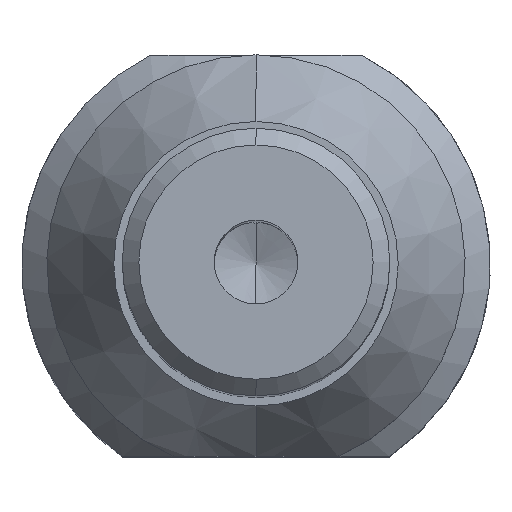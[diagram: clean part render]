
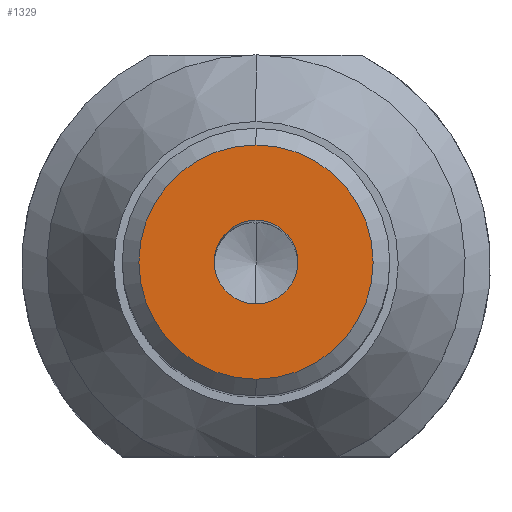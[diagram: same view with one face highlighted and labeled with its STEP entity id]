
A CAD part, top view. The second image highlights one B-rep face of the part: STEP entity #1329.
In plain terms, the highlighted planar face has unit normal (0, 0, 1).
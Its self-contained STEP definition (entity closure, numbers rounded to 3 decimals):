
#691=VERTEX_POINT('NONE',#1909);
#737=VERTEX_POINT('NONE',#1961);
#885=EDGE_CURVE('NONE',#737,#691,#2126,.T.);
#955=EDGE_CURVE('NONE',#1811,#963,#2203,.T.);
#963=VERTEX_POINT('NONE',#2211);
#1181=EDGE_CURVE('NONE',#691,#737,#2457,.T.);
#1329=ADVANCED_FACE('NONE',(#2616,#2617),#2618,.F.);
#1367=EDGE_CURVE('NONE',#963,#1811,#2660,.T.);
#1811=VERTEX_POINT('NONE',#3160);
#1909=CARTESIAN_POINT('',(0.0,-7.,0.));
#1961=CARTESIAN_POINT('',(0.,7.,0.));
#2126=CIRCLE('',#3662,7.);
#2203=CIRCLE('',#3786,2.5);
#2211=CARTESIAN_POINT('',(0.0,2.5,0.));
#2457=CIRCLE('',#4230,7.);
#2616=FACE_OUTER_BOUND('',#4522,.T.);
#2617=FACE_BOUND('',#4523,.T.);
#2618=PLANE('',#4524);
#2660=CIRCLE('',#4595,2.5);
#3160=CARTESIAN_POINT('',(0.,-2.5,0.));
#3662=AXIS2_PLACEMENT_3D('',#5716,#5717,#5718);
#3786=AXIS2_PLACEMENT_3D('',#5798,#5799,#5800);
#4230=AXIS2_PLACEMENT_3D('',#6108,#6109,#6110);
#4522=EDGE_LOOP('',(#6236,#6237));
#4523=EDGE_LOOP('',(#6238,#6239));
#4524=AXIS2_PLACEMENT_3D('',#6240,#6241,#6242);
#4595=AXIS2_PLACEMENT_3D('',#6297,#6298,#6299);
#5716=CARTESIAN_POINT('',(0.0,0.0,0.));
#5717=DIRECTION('',(0.0,-0.0,1.0));
#5718=DIRECTION('',(0.0,1.0,0.0));
#5798=CARTESIAN_POINT('',(0.0,0.0,0.));
#5799=DIRECTION('',(0.0,-0.0,1.0));
#5800=DIRECTION('',(0.0,1.0,0.0));
#6108=CARTESIAN_POINT('',(0.0,0.0,0.));
#6109=DIRECTION('',(0.0,-0.0,1.0));
#6110=DIRECTION('',(0.0,1.0,0.0));
#6236=ORIENTED_EDGE('',*,*,#1181,.T.);
#6237=ORIENTED_EDGE('',*,*,#885,.T.);
#6238=ORIENTED_EDGE('',*,*,#1367,.F.);
#6239=ORIENTED_EDGE('',*,*,#955,.F.);
#6240=CARTESIAN_POINT('',(-2.5,0.0,0.));
#6241=DIRECTION('',(0.0,0.0,-1.0));
#6242=DIRECTION('',(-1.0,0.0,0.0));
#6297=CARTESIAN_POINT('',(0.0,0.0,0.));
#6298=DIRECTION('',(0.0,-0.0,1.0));
#6299=DIRECTION('',(0.0,1.0,0.0));
